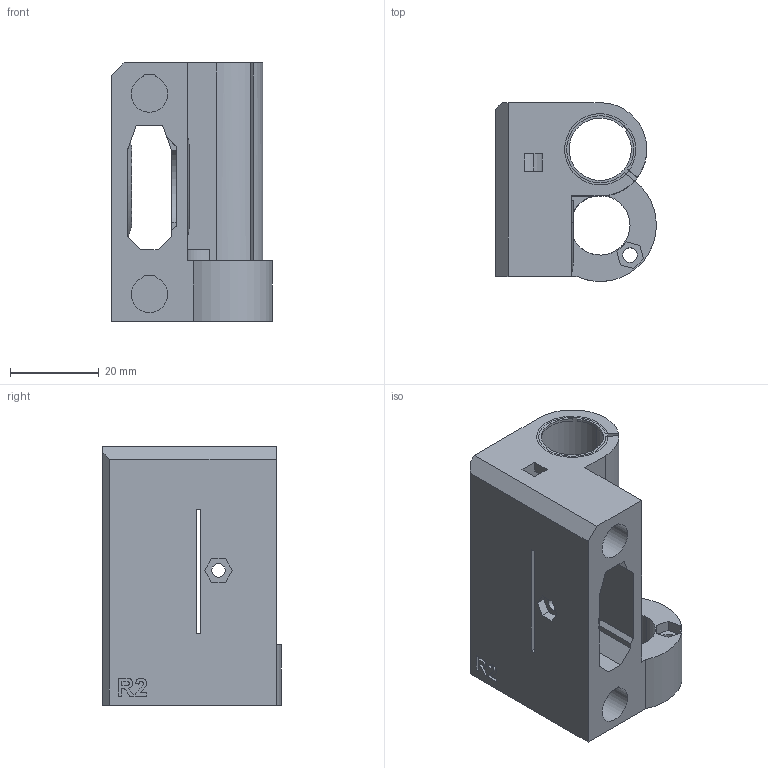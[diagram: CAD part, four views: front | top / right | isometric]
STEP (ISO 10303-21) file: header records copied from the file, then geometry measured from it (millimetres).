
FILE_DESCRIPTION (( 'STEP AP214' ), '1' );
FILE_NAME ('x-end-idler(R2).STEP', '2018-02-12T21:04:23', ( '' ), ( '' ), 'SwSTEP 2.0', 'SolidWorks 2017', '' );
FILE_SCHEMA (( 'AUTOMOTIVE_DESIGN' ));
Length unit declared in the file: millimetre
Products named in the file (1): x-end-idler(R2)
Bounding box: 36.12 x 40.09 x 58 mm (x, y, z)
Volume: 34248.1 mm3; surface area: 18505.8 mm2
Topology: 4 solids, 4 shells, 227 faces, 620 edges, 409 vertices
Faces by surface type: plane 134, cylinder 45, cone 31, bspline 17
Entity records: 9150 total; most frequent: CARTESIAN_POINT 3354, ORIENTED_EDGE 1240, DIRECTION 1110, EDGE_CURVE 620, VERTEX_POINT 409, VECTOR 408, LINE 408, AXIS2_PLACEMENT_3D 351
